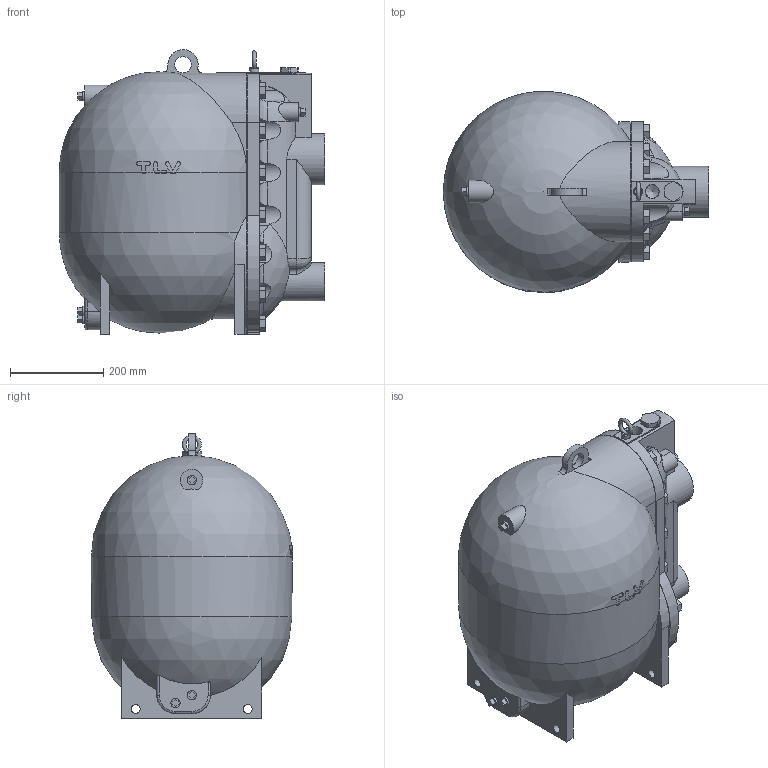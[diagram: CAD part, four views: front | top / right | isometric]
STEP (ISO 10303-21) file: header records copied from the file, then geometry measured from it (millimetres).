
FILE_DESCRIPTION(/* description */ (''),/* implementation_level */ '2;1');
FILE_NAME(/* name */ 'gt140-080-screw-00.stp',/* time_stamp */ '2020-04-22T12:54:42+09:00',/* author */ ('nakaot'),/* organization */ (''),/* preprocessor_version */ 'ST-DEVELOPER v18',/* originating_system */ 'Autodesk Inventor 2020',/* authorisation */ '');
FILE_SCHEMA (('AUTOMOTIVE_DESIGN { 1 0 10303 214 3 1 1 }'));
Length unit declared in the file: millimetre
Products named in the file (1): BODY
Bounding box: 568.5 x 431 x 609.98 mm (x, y, z)
Volume: 71774721.7 mm3; surface area: 1330984.6 mm2
Topology: 2 solids, 2 shells, 339 faces, 939 edges, 626 vertices
Faces by surface type: plane 219, cylinder 79, torus 14, bspline 11, cone 10, sphere 6
Full cylindrical faces by diameter (mm): 17.5 x1, 18.575 x1, 19 x4, 20 x4, 29 x2, 35 x1, 55 x1, 82 x1, 83 x1, 109 x1
Entity records: 13061 total; most frequent: CARTESIAN_POINT 4453, ORIENTED_EDGE 1860, DIRECTION 1668, EDGE_CURVE 930, VERTEX_POINT 626, AXIS2_PLACEMENT_3D 561, LINE 546, VECTOR 546
